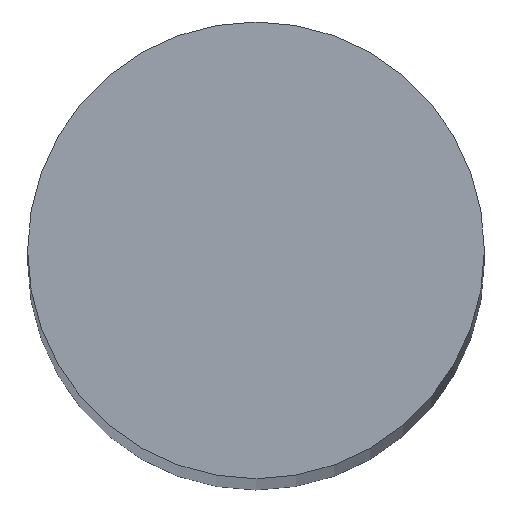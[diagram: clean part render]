
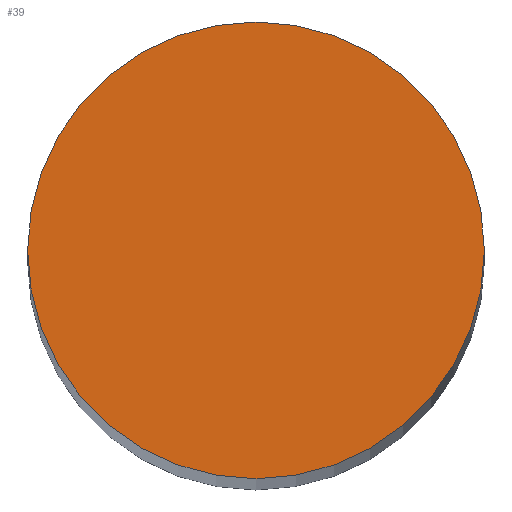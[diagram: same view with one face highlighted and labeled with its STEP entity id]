
A CAD part, top view. The second image highlights one B-rep face of the part: STEP entity #39.
In plain terms, the highlighted planar face has unit normal (0, 0, 1).
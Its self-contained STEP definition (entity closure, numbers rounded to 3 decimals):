
#7 = AXIS2_PLACEMENT_3D ( 'NONE', #59, #60, #47 ) ;
#11 = AXIS2_PLACEMENT_3D ( 'NONE', #51, #49, #46 ) ;
#14 = EDGE_CURVE ( 'NONE', #52, #54, #158, .T. ) ;
#15 = EDGE_CURVE ( 'NONE', #54, #52, #157, .T. ) ;
#20 = AXIS2_PLACEMENT_3D ( 'NONE', #44, #69, #62 ) ;
#39 = ADVANCED_FACE ( 'NONE', ( #152 ), #77, .T. ) ;
#44 = CARTESIAN_POINT ( 'NONE',  ( 0., 0., 450. ) ) ;
#46 = DIRECTION ( 'NONE',  ( 1., 0., 0. ) ) ;
#47 = DIRECTION ( 'NONE',  ( 1., 0., 0. ) ) ;
#49 = DIRECTION ( 'NONE',  ( 0., 0., 1. ) ) ;
#51 = CARTESIAN_POINT ( 'NONE',  ( 0., 0., 450. ) ) ;
#52 = VERTEX_POINT ( 'NONE', #79 ) ;
#54 = VERTEX_POINT ( 'NONE', #78 ) ;
#59 = CARTESIAN_POINT ( 'NONE',  ( 0., 0., 450. ) ) ;
#60 = DIRECTION ( 'NONE',  ( 0., 0., 1. ) ) ;
#62 = DIRECTION ( 'NONE',  ( 1., 0., 0. ) ) ;
#69 = DIRECTION ( 'NONE',  ( 0., 0., 1. ) ) ;
#77 = PLANE ( 'NONE',  #20 ) ;
#78 = CARTESIAN_POINT ( 'NONE',  ( 15.9, 0., 450. ) ) ;
#79 = CARTESIAN_POINT ( 'NONE',  ( -15.9, 0., 450. ) ) ;
#112 = ORIENTED_EDGE ( 'NONE', *, *, #15, .T. ) ;
#152 = FACE_OUTER_BOUND ( 'NONE', #165, .T. ) ;
#157 = CIRCLE ( 'NONE', #7, 15.9 ) ;
#158 = CIRCLE ( 'NONE', #11, 15.9 ) ;
#165 = EDGE_LOOP ( 'NONE', ( #168, #112 ) ) ;
#168 = ORIENTED_EDGE ( 'NONE', *, *, #14, .T. ) ;
